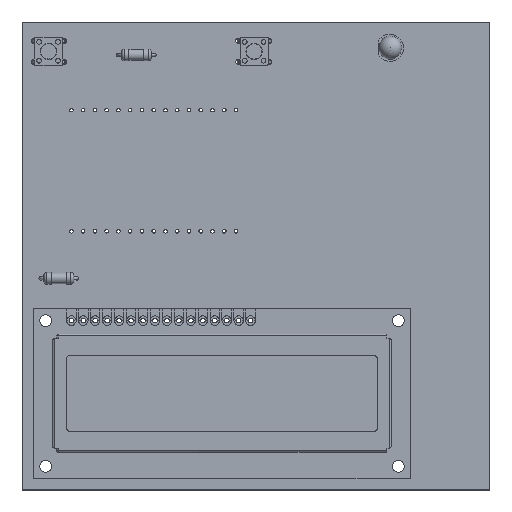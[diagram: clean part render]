
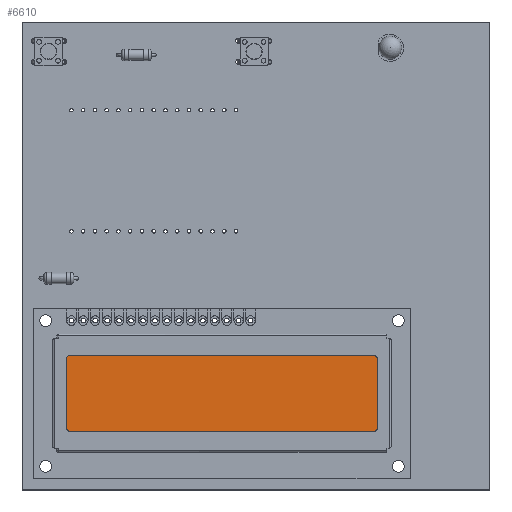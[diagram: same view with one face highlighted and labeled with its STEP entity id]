
A CAD part, top view. The second image highlights one B-rep face of the part: STEP entity #6610.
In plain terms, the highlighted planar face has unit normal (0, 0, 1).
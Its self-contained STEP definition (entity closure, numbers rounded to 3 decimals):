
#5165 = EDGE_CURVE('',#5166,#5168,#5170,.T.);
#5166 = VERTEX_POINT('',#5167);
#5167 = CARTESIAN_POINT('',(65.,-8.,15.));
#5168 = VERTEX_POINT('',#5169);
#5169 = CARTESIAN_POINT('',(64.5,-7.5,15.));
#5170 = CIRCLE('',#5171,0.5);
#5171 = AXIS2_PLACEMENT_3D('',#5172,#5173,#5174);
#5172 = CARTESIAN_POINT('',(64.5,-8.,15.));
#5173 = DIRECTION('',(-0.,0.,1.));
#5174 = DIRECTION('',(0.,-1.,0.));
#5176 = EDGE_CURVE('',#5177,#5166,#5179,.T.);
#5177 = VERTEX_POINT('',#5178);
#5178 = CARTESIAN_POINT('',(65.,-23.,15.));
#5179 = LINE('',#5180,#5181);
#5180 = CARTESIAN_POINT('',(65.,-23.5,15.));
#5181 = VECTOR('',#5182,1.);
#5182 = DIRECTION('',(0.,1.,0.));
#5184 = EDGE_CURVE('',#5177,#5185,#5187,.T.);
#5185 = VERTEX_POINT('',#5186);
#5186 = CARTESIAN_POINT('',(64.5,-23.5,15.));
#5187 = CIRCLE('',#5188,0.5);
#5188 = AXIS2_PLACEMENT_3D('',#5189,#5190,#5191);
#5189 = CARTESIAN_POINT('',(64.5,-23.,15.));
#5190 = DIRECTION('',(-0.,-0.,-1.));
#5191 = DIRECTION('',(0.,-1.,0.));
#5193 = EDGE_CURVE('',#5194,#5185,#5196,.T.);
#5194 = VERTEX_POINT('',#5195);
#5195 = CARTESIAN_POINT('',(-0.5,-23.5,15.));
#5196 = LINE('',#5197,#5198);
#5197 = CARTESIAN_POINT('',(-1.,-23.5,15.));
#5198 = VECTOR('',#5199,1.);
#5199 = DIRECTION('',(1.,0.,0.));
#5201 = EDGE_CURVE('',#5194,#5202,#5204,.T.);
#5202 = VERTEX_POINT('',#5203);
#5203 = CARTESIAN_POINT('',(-1.,-23.,15.));
#5204 = CIRCLE('',#5205,0.5);
#5205 = AXIS2_PLACEMENT_3D('',#5206,#5207,#5208);
#5206 = CARTESIAN_POINT('',(-0.5,-23.,15.));
#5207 = DIRECTION('',(-0.,-0.,-1.));
#5208 = DIRECTION('',(0.,-1.,0.));
#5210 = EDGE_CURVE('',#5202,#5211,#5213,.T.);
#5211 = VERTEX_POINT('',#5212);
#5212 = CARTESIAN_POINT('',(-1.,-8.,15.));
#5213 = LINE('',#5214,#5215);
#5214 = CARTESIAN_POINT('',(-1.,-23.5,15.));
#5215 = VECTOR('',#5216,1.);
#5216 = DIRECTION('',(0.,1.,0.));
#5218 = EDGE_CURVE('',#5211,#5219,#5221,.T.);
#5219 = VERTEX_POINT('',#5220);
#5220 = CARTESIAN_POINT('',(-0.5,-7.5,15.));
#5221 = CIRCLE('',#5222,0.5);
#5222 = AXIS2_PLACEMENT_3D('',#5223,#5224,#5225);
#5223 = CARTESIAN_POINT('',(-0.5,-8.,15.));
#5224 = DIRECTION('',(-0.,-0.,-1.));
#5225 = DIRECTION('',(0.,-1.,0.));
#5227 = EDGE_CURVE('',#5219,#5168,#5228,.T.);
#5228 = LINE('',#5229,#5230);
#5229 = CARTESIAN_POINT('',(-1.,-7.5,15.));
#5230 = VECTOR('',#5231,1.);
#5231 = DIRECTION('',(1.,0.,0.));
#6610 = ADVANCED_FACE('',(#6611),#6621,.T.);
#6611 = FACE_BOUND('',#6612,.T.);
#6612 = EDGE_LOOP('',(#6613,#6614,#6615,#6616,#6617,#6618,#6619,#6620));
#6613 = ORIENTED_EDGE('',*,*,#5210,.F.);
#6614 = ORIENTED_EDGE('',*,*,#5201,.F.);
#6615 = ORIENTED_EDGE('',*,*,#5193,.T.);
#6616 = ORIENTED_EDGE('',*,*,#5184,.F.);
#6617 = ORIENTED_EDGE('',*,*,#5176,.T.);
#6618 = ORIENTED_EDGE('',*,*,#5165,.T.);
#6619 = ORIENTED_EDGE('',*,*,#5227,.F.);
#6620 = ORIENTED_EDGE('',*,*,#5218,.F.);
#6621 = PLANE('',#6622);
#6622 = AXIS2_PLACEMENT_3D('',#6623,#6624,#6625);
#6623 = CARTESIAN_POINT('',(-1.,-23.5,15.));
#6624 = DIRECTION('',(0.,0.,1.));
#6625 = DIRECTION('',(1.,0.,-0.));
